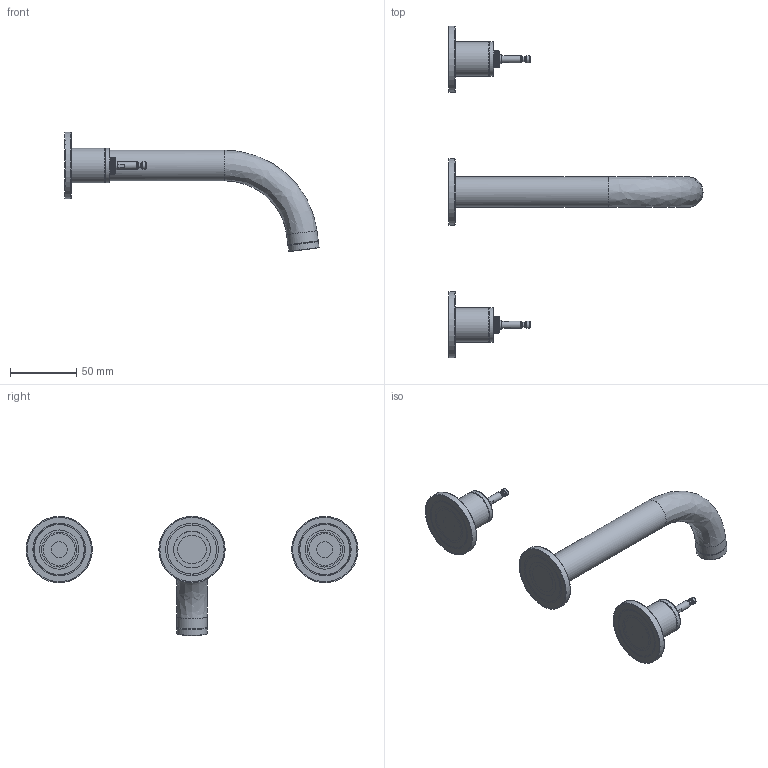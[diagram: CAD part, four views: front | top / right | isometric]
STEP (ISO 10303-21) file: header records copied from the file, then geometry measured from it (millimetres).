
FILE_DESCRIPTION(/* description */ ('Unknown'),/* implementation_level */ '2;1');
FILE_NAME(/* name */ '20587000',/* time_stamp */ '2022-11-15T05:36:12+01:00',/* author */ ('Unknown'),/* organization */ ('GROHE AG'),/* preprocessor_version */ 'ST-DEVELOPER v16.7',/* originating_system */ 'DEX',/* authorisation */ $);
FILE_SCHEMA (('AUTOMOTIVE_DESIGN {1 0 10303 214 3 1 1}'));
Length unit declared in the file: millimetre
Products named in the file (12): 20587000; 410936038_AUSLAUF_SPOUT_02111351; 410214031_NIPPEL_LOE_SOLDERING_02101641; 410937031_AUSLAUF_SPOUT_02110550-oa2; 417679038_ROSETTE_ROSETTE_100306877; 412423031_SCHRAUBE_SCREW_100060415; 409979031_ADAPTER__R_ADAPTER__R_02109723; 417756038_HUELSE_SLEEVE_100292927-oa1; 417756038_HUELSE_SLEEVE_100292927; 409977038_GriffGEH_Handle_BOD_02109663-oa0; 409977038_GriffGEH_Handle_BOD_02109663; 410935038_ROSETTE_ROSETTE_02110545
Assembly tree (14 placements, depth 3):
  20587000
    410936038_AUSLAUF_SPOUT_02111351
      410214031_NIPPEL_LOE_SOLDERING_02101641
      410937031_AUSLAUF_SPOUT_02110550-oa2
    417679038_ROSETTE_ROSETTE_100306877  x2
    412423031_SCHRAUBE_SCREW_100060415  x2
    409979031_ADAPTER__R_ADAPTER__R_02109723  x2
    417756038_HUELSE_SLEEVE_100292927-oa1
    417756038_HUELSE_SLEEVE_100292927
    409977038_GriffGEH_Handle_BOD_02109663-oa0
    409977038_GriffGEH_Handle_BOD_02109663
    410935038_ROSETTE_ROSETTE_02110545
Bounding box: 191.32 x 250 x 89.83 mm (x, y, z)
Volume: 80624.3 mm3; surface area: 81255.8 mm2
Topology: 15 solids, 24 shells, 2791 faces, 6568 edges, 3558 vertices
Faces by surface type: plane 861, cylinder 641, bspline 516, torus 391, sphere 240, cone 142
Full cylindrical faces by diameter (mm): 3.242 x2, 3.5 x2, 4 x2, 5.5 x4, 6 x4, 6.55 x2, 12.5 x2, 14.05 x2, 14.5 x2, 15 x1, 17 x1, 17.417 x1, 17.5 x2, 17.55 x1, 18 x1, 18.376 x4, 18.75 x1, 19.4 x4, 19.7 x1, 20 x2, 20.1 x1, 21.4 x1, 21.5 x4, 21.6 x2, 22 x2, 23 x3, 23.6 x4, 23.701 x4, 24.7 x1, 26 x4
Entity records: 56006 total; most frequent: CARTESIAN_POINT 12486, DIRECTION 6718, ORIENTED_EDGE 6294, EDGE_CURVE 3147, AXIS2_PLACEMENT_3D 2923, VERTEX_POINT 1865, EDGE_LOOP 1696, FACE_BOUND 1696
